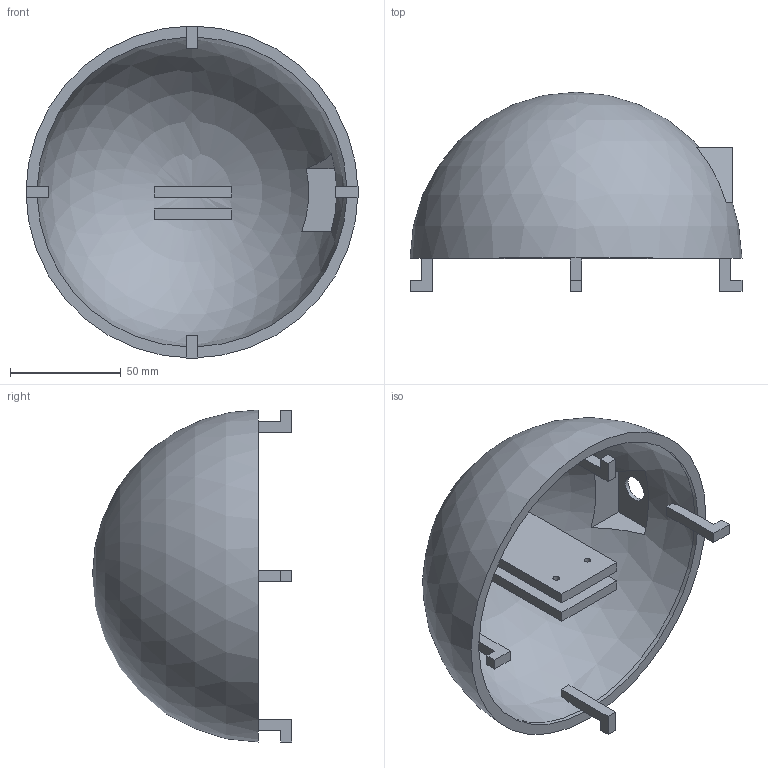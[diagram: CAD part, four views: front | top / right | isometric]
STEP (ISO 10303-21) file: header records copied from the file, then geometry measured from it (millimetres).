
FILE_DESCRIPTION(/* description */ (''),/* implementation_level */ '2;1');
FILE_NAME(/* name */ 'dome.stp',/* time_stamp */ '2025-12-03T20:09:54-05:00',/* author */ ('Aidan'),/* organization */ (''),/* preprocessor_version */ 'ST-DEVELOPER v19.2',/* originating_system */ 'Autodesk Inventor 2024',/* authorisation */ '');
FILE_SCHEMA (('AUTOMOTIVE_DESIGN { 1 0 10303 214 3 1 1 }'));
Length unit declared in the file: millimetre
Products named in the file (1): dome
Bounding box: 150 x 90 x 150 mm (x, y, z)
Volume: 162238.1 mm3; surface area: 84615 mm2
Topology: 1 solids, 1 shells, 66 faces, 180 edges, 120 vertices
Faces by surface type: plane 54, cylinder 10, sphere 2
Full cylindrical faces by diameter (mm): 3 x4, 12 x1, 20 x1
Entity records: 2155 total; most frequent: DIRECTION 366, CARTESIAN_POINT 366, ORIENTED_EDGE 358, EDGE_CURVE 179, LINE 126, VECTOR 126, VERTEX_POINT 120, AXIS2_PLACEMENT_3D 120
